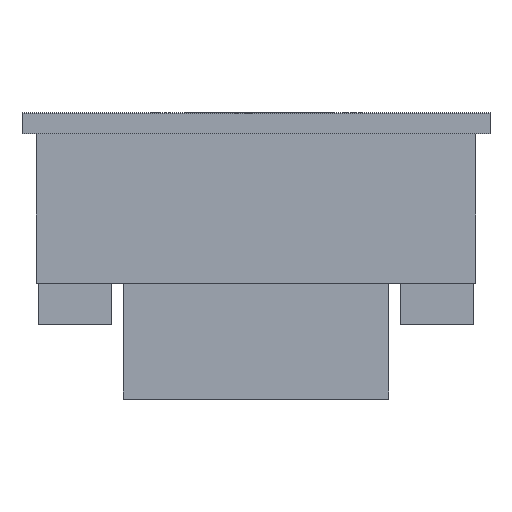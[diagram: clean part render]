
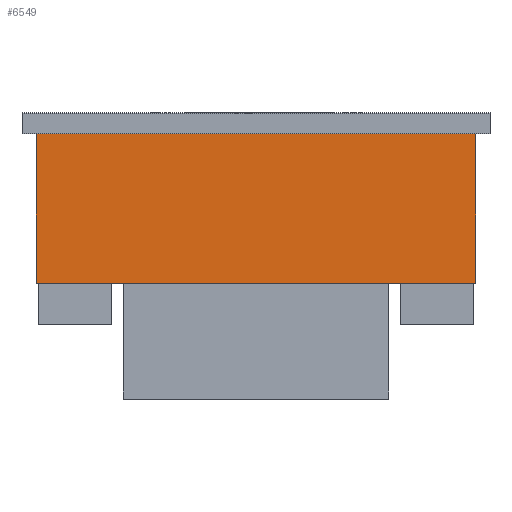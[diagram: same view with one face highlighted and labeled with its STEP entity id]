
A CAD part, front view. The second image highlights one B-rep face of the part: STEP entity #6549.
In plain terms, the highlighted planar face has unit normal (0, -1, 0).
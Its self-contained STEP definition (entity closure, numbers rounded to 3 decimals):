
#6385=DIRECTION('',(1.,0.,0.));
#6386=VECTOR('',#6385,91.);
#6387=CARTESIAN_POINT('',(123.843,3.,-31.));
#6388=LINE('',#6387,#6386);
#6406=DIRECTION('',(1.,0.,0.));
#6407=VECTOR('',#6406,91.);
#6408=CARTESIAN_POINT('',(123.843,3.,0.));
#6409=LINE('',#6408,#6407);
#6413=DIRECTION('',(0.,0.,-1.));
#6414=VECTOR('',#6413,31.);
#6415=CARTESIAN_POINT('',(214.843,3.,0.));
#6416=LINE('',#6415,#6414);
#6427=DIRECTION('',(0.,0.,-1.));
#6428=VECTOR('',#6427,31.);
#6429=CARTESIAN_POINT('',(123.843,3.,0.));
#6430=LINE('',#6429,#6428);
#6434=CARTESIAN_POINT('',(214.843,3.,-31.));
#6436=VERTEX_POINT('',#6434);
#6438=CARTESIAN_POINT('',(214.843,3.,0.));
#6439=VERTEX_POINT('',#6438);
#6444=CARTESIAN_POINT('',(123.843,3.,-31.));
#6445=VERTEX_POINT('',#6444);
#6448=CARTESIAN_POINT('',(123.843,3.,0.));
#6449=VERTEX_POINT('',#6448);
#6537=CARTESIAN_POINT('',(169.343,3.,0.));
#6538=DIRECTION('',(0.,-1.,0.));
#6539=DIRECTION('',(-1.,0.,0.));
#6540=AXIS2_PLACEMENT_3D('',#6537,#6538,#6539);
#6541=PLANE('',#6540);
#6542=ORIENTED_EDGE('',*,*,#6483,.F.);
#6544=ORIENTED_EDGE('',*,*,#6543,.F.);
#6545=ORIENTED_EDGE('',*,*,#6521,.T.);
#6546=ORIENTED_EDGE('',*,*,#6457,.T.);
#6547=EDGE_LOOP('',(#6542,#6544,#6545,#6546));
#6548=FACE_OUTER_BOUND('',#6547,.F.);
#6457=EDGE_CURVE('',#6439,#6436,#6416,.T.);
#6483=EDGE_CURVE('',#6445,#6436,#6388,.T.);
#6521=EDGE_CURVE('',#6449,#6439,#6409,.T.);
#6543=EDGE_CURVE('',#6449,#6445,#6430,.T.);
#6549=ADVANCED_FACE('',(#6548),#6541,.T.);
